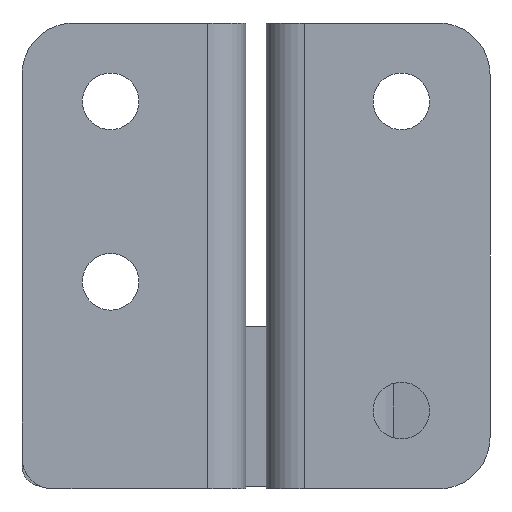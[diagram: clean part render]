
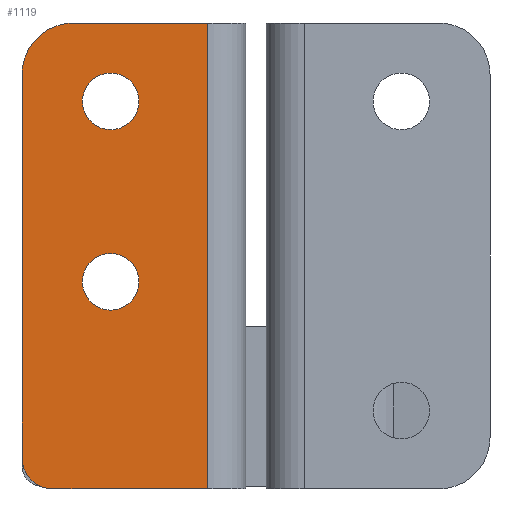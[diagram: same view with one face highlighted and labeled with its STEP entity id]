
A CAD part, front view. The second image highlights one B-rep face of the part: STEP entity #1119.
In plain terms, the highlighted planar face has unit normal (0, -1, 0).
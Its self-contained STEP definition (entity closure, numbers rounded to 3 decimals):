
#57=FACE_BOUND('',#207,.T.);
#58=FACE_BOUND('',#208,.T.);
#84=PLANE('',#1210);
#128=FACE_OUTER_BOUND('',#206,.T.);
#206=EDGE_LOOP('',(#831,#832,#833,#834,#835,#836));
#207=EDGE_LOOP('',(#837));
#208=EDGE_LOOP('',(#838));
#288=LINE('',#1748,#378);
#289=LINE('',#1751,#379);
#293=LINE('',#1759,#383);
#294=LINE('',#1763,#384);
#378=VECTOR('',#1398,45.2);
#379=VECTOR('',#1401,15.);
#383=VECTOR('',#1407,13.);
#384=VECTOR('',#1410,37.2);
#461=CIRCLE('',#1186,2.75);
#464=CIRCLE('',#1191,2.75);
#474=CIRCLE('',#1211,5.);
#475=CIRCLE('',#1212,3.);
#529=VERTEX_POINT('',#1712);
#532=VERTEX_POINT('',#1720);
#540=VERTEX_POINT('',#1744);
#541=VERTEX_POINT('',#1746);
#542=VERTEX_POINT('',#1750);
#545=VERTEX_POINT('',#1758);
#546=VERTEX_POINT('',#1760);
#547=VERTEX_POINT('',#1762);
#642=EDGE_CURVE('',#529,#529,#461,.T.);
#645=EDGE_CURVE('',#532,#532,#464,.T.);
#655=EDGE_CURVE('',#541,#540,#288,.T.);
#656=EDGE_CURVE('',#540,#542,#289,.T.);
#660=EDGE_CURVE('',#545,#541,#293,.T.);
#661=EDGE_CURVE('',#546,#545,#474,.T.);
#662=EDGE_CURVE('',#546,#547,#294,.T.);
#663=EDGE_CURVE('',#542,#547,#475,.T.);
#831=ORIENTED_EDGE('',*,*,#655,.F.);
#832=ORIENTED_EDGE('',*,*,#660,.F.);
#833=ORIENTED_EDGE('',*,*,#661,.F.);
#834=ORIENTED_EDGE('',*,*,#662,.T.);
#835=ORIENTED_EDGE('',*,*,#663,.F.);
#836=ORIENTED_EDGE('',*,*,#656,.F.);
#837=ORIENTED_EDGE('',*,*,#642,.T.);
#838=ORIENTED_EDGE('',*,*,#645,.T.);
#1119=ADVANCED_FACE('',(#128,#57,#58),#84,.T.);
#1186=AXIS2_PLACEMENT_3D('',#1713,#1352,#1353);
#1191=AXIS2_PLACEMENT_3D('',#1721,#1362,#1363);
#1210=AXIS2_PLACEMENT_3D('',#1757,#1405,#1406);
#1211=AXIS2_PLACEMENT_3D('',#1761,#1408,#1409);
#1212=AXIS2_PLACEMENT_3D('',#1764,#1411,#1412);
#1352=DIRECTION('center_axis',(0.,1.,0.));
#1353=DIRECTION('ref_axis',(1.,0.,0.));
#1362=DIRECTION('center_axis',(0.,1.,0.));
#1363=DIRECTION('ref_axis',(1.,0.,0.));
#1398=DIRECTION('',(0.,0.,-1.));
#1401=DIRECTION('',(-1.,0.,0.));
#1405=DIRECTION('center_axis',(0.,-1.,0.));
#1406=DIRECTION('ref_axis',(-1.,0.,0.));
#1407=DIRECTION('',(1.,0.,0.));
#1408=DIRECTION('center_axis',(0.,1.,0.));
#1409=DIRECTION('ref_axis',(-0.707,0.,0.707));
#1410=DIRECTION('',(0.,0.,-1.));
#1411=DIRECTION('center_axis',(0.,1.,0.));
#1412=DIRECTION('ref_axis',(-0.707,0.,-0.707));
#1712=CARTESIAN_POINT('',(5.85,0.,-25.1));
#1713=CARTESIAN_POINT('Origin',(8.6,0.,-25.1));
#1720=CARTESIAN_POINT('',(5.85,0.,-7.6));
#1721=CARTESIAN_POINT('Origin',(8.6,0.,-7.6));
#1744=CARTESIAN_POINT('',(18.,0.,-45.2));
#1746=CARTESIAN_POINT('',(18.,0.,0.));
#1748=CARTESIAN_POINT('',(18.,0.,0.));
#1750=CARTESIAN_POINT('',(3.,0.,-45.2));
#1751=CARTESIAN_POINT('',(0.,0.,-45.2));
#1757=CARTESIAN_POINT('Origin',(21.7,0.,0.));
#1758=CARTESIAN_POINT('',(5.,0.,0.));
#1759=CARTESIAN_POINT('',(0.,0.,0.));
#1760=CARTESIAN_POINT('',(0.,0.,-5.));
#1761=CARTESIAN_POINT('Origin',(5.,0.,-5.));
#1762=CARTESIAN_POINT('',(0.,0.,-42.2));
#1763=CARTESIAN_POINT('',(0.,0.,0.));
#1764=CARTESIAN_POINT('Origin',(3.,0.,-42.2));
